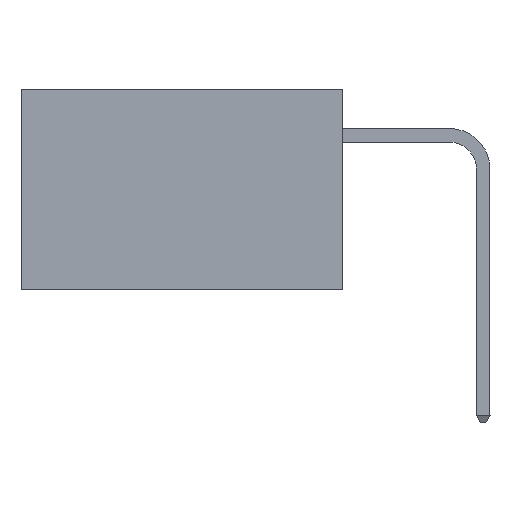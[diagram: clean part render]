
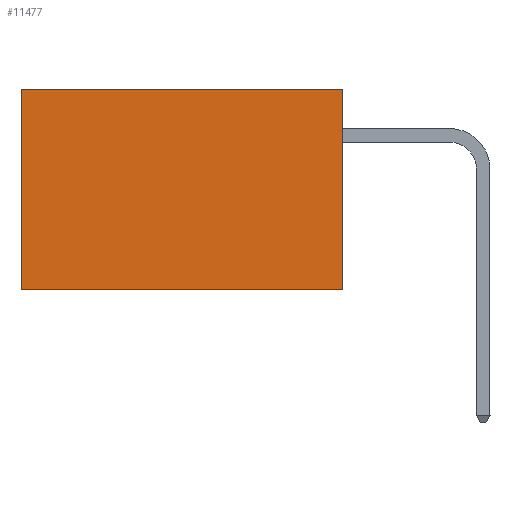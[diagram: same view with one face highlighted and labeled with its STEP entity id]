
A CAD part, left-side view. The second image highlights one B-rep face of the part: STEP entity #11477.
In plain terms, the highlighted planar face has unit normal (-1, 0, 0).
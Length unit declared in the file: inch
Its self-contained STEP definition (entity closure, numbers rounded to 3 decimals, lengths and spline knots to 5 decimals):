
#511 = FACE_OUTER_BOUND ( 'NONE', #7685, .T. ) ;
#1471 = CARTESIAN_POINT ( 'NONE',  ( 0.277, 0., -0.37 ) ) ;
#1474 = VECTOR ( 'NONE', #12394, 39.37008 ) ;
#4000 = AXIS2_PLACEMENT_3D ( 'NONE', #5994, #10542, #26088 ) ;
#5667 = ORIENTED_EDGE ( 'NONE', *, *, #23850, .F. ) ;
#5994 = CARTESIAN_POINT ( 'NONE',  ( 0.277, 0., -0.37 ) ) ;
#6443 = LINE ( 'NONE', #1471, #16224 ) ;
#7685 = EDGE_LOOP ( 'NONE', ( #28022, #9210, #5667, #18947 ) ) ;
#7698 = CARTESIAN_POINT ( 'NONE',  ( 0.277, 0., 0. ) ) ;
#9210 = ORIENTED_EDGE ( 'NONE', *, *, #13298, .F. ) ;
#10148 = CARTESIAN_POINT ( 'NONE',  ( 0.277, 0., -0.37 ) ) ;
#10542 = DIRECTION ( 'NONE',  ( 1., 0., 0. ) ) ;
#10733 = VECTOR ( 'NONE', #28153, 39.37008 ) ;
#11477 = ADVANCED_FACE ( 'NONE', ( #511 ), #23871, .F. ) ;
#12394 = DIRECTION ( 'NONE',  ( 0., 1., 0. ) ) ;
#13279 = VERTEX_POINT ( 'NONE', #16762 ) ;
#13298 = EDGE_CURVE ( 'NONE', #13279, #17191, #13593, .T. ) ;
#13593 = LINE ( 'NONE', #10148, #1474 ) ;
#16224 = VECTOR ( 'NONE', #17326, 39.37008 ) ;
#16650 = LINE ( 'NONE', #16958, #10733 ) ;
#16762 = CARTESIAN_POINT ( 'NONE',  ( 0.277, 0., -0.37 ) ) ;
#16958 = CARTESIAN_POINT ( 'NONE',  ( 0.277, 0., 0. ) ) ;
#17191 = VERTEX_POINT ( 'NONE', #22912 ) ;
#17326 = DIRECTION ( 'NONE',  ( 0., 0., -1. ) ) ;
#18947 = ORIENTED_EDGE ( 'NONE', *, *, #28154, .T. ) ;
#19669 = CARTESIAN_POINT ( 'NONE',  ( 0.277, 0.59, 0. ) ) ;
#22100 = VECTOR ( 'NONE', #29072, 39.37008 ) ;
#22343 = VERTEX_POINT ( 'NONE', #19669 ) ;
#22356 = CARTESIAN_POINT ( 'NONE',  ( 0.277, 0.59, -0.37 ) ) ;
#22912 = CARTESIAN_POINT ( 'NONE',  ( 0.277, 0.59, -0.37 ) ) ;
#23850 = EDGE_CURVE ( 'NONE', #26125, #13279, #6443, .T. ) ;
#23871 = PLANE ( 'NONE',  #4000 ) ;
#24700 = EDGE_CURVE ( 'NONE', #22343, #17191, #28019, .T. ) ;
#26088 = DIRECTION ( 'NONE',  ( 0., 0., -1. ) ) ;
#26125 = VERTEX_POINT ( 'NONE', #7698 ) ;
#28019 = LINE ( 'NONE', #22356, #22100 ) ;
#28022 = ORIENTED_EDGE ( 'NONE', *, *, #24700, .T. ) ;
#28153 = DIRECTION ( 'NONE',  ( 0., 1., 0. ) ) ;
#28154 = EDGE_CURVE ( 'NONE', #26125, #22343, #16650, .T. ) ;
#29072 = DIRECTION ( 'NONE',  ( 0., 0., -1. ) ) ;
